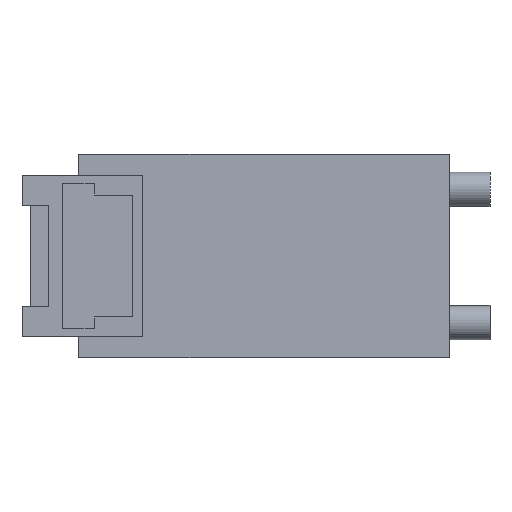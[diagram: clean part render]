
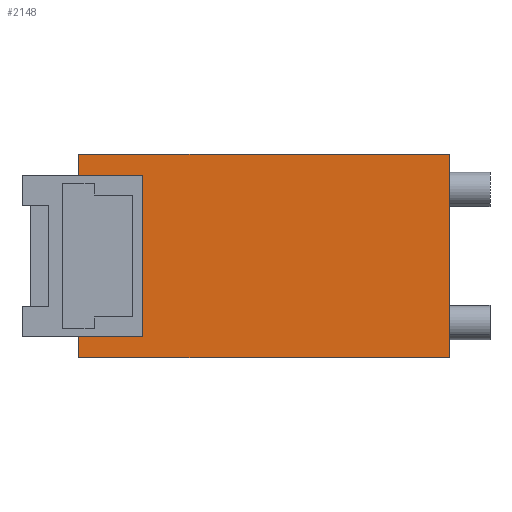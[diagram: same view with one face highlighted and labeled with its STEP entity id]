
A CAD part, left-side view. The second image highlights one B-rep face of the part: STEP entity #2148.
In plain terms, the highlighted planar face has unit normal (-1, 0, 0).
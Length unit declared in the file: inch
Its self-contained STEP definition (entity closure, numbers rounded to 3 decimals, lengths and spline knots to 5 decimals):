
#27 = ORIENTED_EDGE ( 'NONE', *, *, #4104, .T. ) ;
#66 = VECTOR ( 'NONE', #1826, 39.37008 ) ;
#76 = DIRECTION ( 'NONE',  ( 0., -1., 0. ) ) ;
#139 = CARTESIAN_POINT ( 'NONE',  ( -1.07, 0.598, -0.357 ) ) ;
#235 = VERTEX_POINT ( 'NONE', #4134 ) ;
#292 = LINE ( 'NONE', #3230, #1334 ) ;
#447 = DIRECTION ( 'NONE',  ( 0., 1., 0. ) ) ;
#463 = EDGE_CURVE ( 'NONE', #3327, #235, #1942, .T. ) ;
#708 = CARTESIAN_POINT ( 'NONE',  ( -1.07, 0.723, 0.58486 ) ) ;
#734 = CARTESIAN_POINT ( 'NONE',  ( -1.07, 0.723, -0.041 ) ) ;
#822 = CARTESIAN_POINT ( 'NONE',  ( -1.07, 0., -0.398 ) ) ;
#986 = LINE ( 'NONE', #3042, #5641 ) ;
#1168 = DIRECTION ( 'NONE',  ( 0., -1., 0. ) ) ;
#1334 = VECTOR ( 'NONE', #447, 39.37008 ) ;
#1737 = ORIENTED_EDGE ( 'NONE', *, *, #1970, .F. ) ;
#1756 = ORIENTED_EDGE ( 'NONE', *, *, #4103, .T. ) ;
#1826 = DIRECTION ( 'NONE',  ( 0., 0., 1. ) ) ;
#1845 = EDGE_CURVE ( 'NONE', #2889, #2144, #2953, .T. ) ;
#1942 = LINE ( 'NONE', #708, #4156 ) ;
#1970 = EDGE_CURVE ( 'NONE', #3327, #5325, #986, .T. ) ;
#2144 = VERTEX_POINT ( 'NONE', #4992 ) ;
#2148 = ADVANCED_FACE ( 'NONE', ( #2442 ), #2754, .F. ) ;
#2208 = CARTESIAN_POINT ( 'NONE',  ( -1.07, 0.723, -0.357 ) ) ;
#2290 = CARTESIAN_POINT ( 'NONE',  ( -1.07, 0.723, 0.58486 ) ) ;
#2442 = FACE_OUTER_BOUND ( 'NONE', #3373, .T. ) ;
#2670 = VERTEX_POINT ( 'NONE', #5612 ) ;
#2688 = VERTEX_POINT ( 'NONE', #3342 ) ;
#2754 = PLANE ( 'NONE',  #3706 ) ;
#2839 = ORIENTED_EDGE ( 'NONE', *, *, #5932, .F. ) ;
#2889 = VERTEX_POINT ( 'NONE', #734 ) ;
#2898 = CARTESIAN_POINT ( 'NONE',  ( -1.07, 0., -0.398 ) ) ;
#2953 = LINE ( 'NONE', #3529, #4003 ) ;
#3037 = EDGE_CURVE ( 'NONE', #4243, #2688, #3906, .T. ) ;
#3042 = CARTESIAN_POINT ( 'NONE',  ( -1.07, 0.598, -0.357 ) ) ;
#3081 = ORIENTED_EDGE ( 'NONE', *, *, #463, .T. ) ;
#3200 = DIRECTION ( 'NONE',  ( 0., 0., -1. ) ) ;
#3230 = CARTESIAN_POINT ( 'NONE',  ( -1.07, 0., 0. ) ) ;
#3327 = VERTEX_POINT ( 'NONE', #2208 ) ;
#3342 = CARTESIAN_POINT ( 'NONE',  ( -1.07, 0., 0. ) ) ;
#3373 = EDGE_LOOP ( 'NONE', ( #1737, #3081, #27, #3593, #1756, #5478, #5860, #2839 ) ) ;
#3526 = CARTESIAN_POINT ( 'NONE',  ( -1.07, 0., -0.398 ) ) ;
#3529 = CARTESIAN_POINT ( 'NONE',  ( -1.07, 0.598, -0.041 ) ) ;
#3556 = DIRECTION ( 'NONE',  ( 1., 0., 0. ) ) ;
#3593 = ORIENTED_EDGE ( 'NONE', *, *, #3037, .T. ) ;
#3611 = DIRECTION ( 'NONE',  ( 0., 0., -1. ) ) ;
#3706 = AXIS2_PLACEMENT_3D ( 'NONE', #5935, #3556, #3200 ) ;
#3896 = EDGE_CURVE ( 'NONE', #2670, #2889, #5574, .T. ) ;
#3906 = LINE ( 'NONE', #822, #66 ) ;
#4003 = VECTOR ( 'NONE', #5852, 39.37008 ) ;
#4103 = EDGE_CURVE ( 'NONE', #2688, #2670, #292, .T. ) ;
#4104 = EDGE_CURVE ( 'NONE', #235, #4243, #5709, .T. ) ;
#4134 = CARTESIAN_POINT ( 'NONE',  ( -1.07, 0.723, -0.398 ) ) ;
#4156 = VECTOR ( 'NONE', #5778, 39.37008 ) ;
#4243 = VERTEX_POINT ( 'NONE', #3526 ) ;
#4729 = VECTOR ( 'NONE', #76, 39.37008 ) ;
#4756 = LINE ( 'NONE', #5471, #4958 ) ;
#4958 = VECTOR ( 'NONE', #4987, 39.37008 ) ;
#4987 = DIRECTION ( 'NONE',  ( 0., 0., 1. ) ) ;
#4992 = CARTESIAN_POINT ( 'NONE',  ( -1.07, 0.598, -0.041 ) ) ;
#5295 = VECTOR ( 'NONE', #3611, 39.37008 ) ;
#5325 = VERTEX_POINT ( 'NONE', #139 ) ;
#5471 = CARTESIAN_POINT ( 'NONE',  ( -1.07, 0.598, -0.357 ) ) ;
#5478 = ORIENTED_EDGE ( 'NONE', *, *, #3896, .T. ) ;
#5574 = LINE ( 'NONE', #2290, #5295 ) ;
#5612 = CARTESIAN_POINT ( 'NONE',  ( -1.07, 0.723, 0. ) ) ;
#5641 = VECTOR ( 'NONE', #1168, 39.37008 ) ;
#5709 = LINE ( 'NONE', #2898, #4729 ) ;
#5778 = DIRECTION ( 'NONE',  ( 0., 0., -1. ) ) ;
#5852 = DIRECTION ( 'NONE',  ( 0., -1., 0. ) ) ;
#5860 = ORIENTED_EDGE ( 'NONE', *, *, #1845, .T. ) ;
#5932 = EDGE_CURVE ( 'NONE', #5325, #2144, #4756, .T. ) ;
#5935 = CARTESIAN_POINT ( 'NONE',  ( -1.07, 0.516, -0.398 ) ) ;
